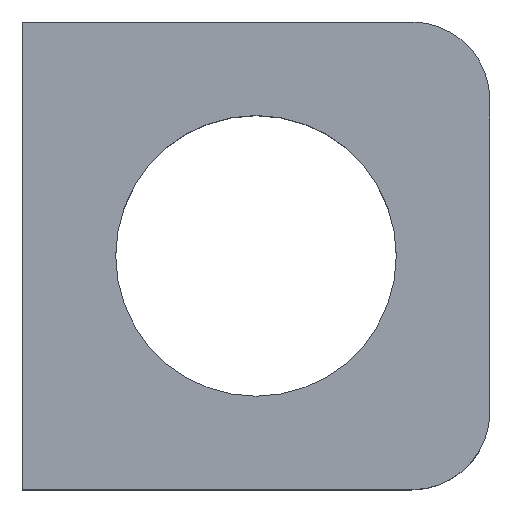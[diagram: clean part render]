
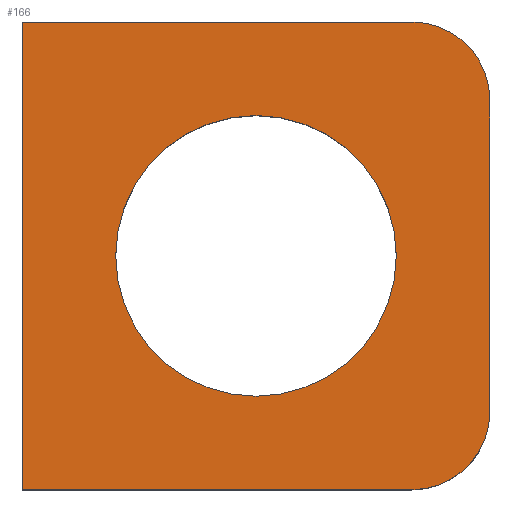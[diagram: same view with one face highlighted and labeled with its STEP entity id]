
A CAD part, top view. The second image highlights one B-rep face of the part: STEP entity #166.
In plain terms, the highlighted planar face has unit normal (0, 0, 1).
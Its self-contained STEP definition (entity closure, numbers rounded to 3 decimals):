
#15=FACE_BOUND('',#35,.T.);
#18=PLANE('',#197);
#25=FACE_OUTER_BOUND('',#34,.T.);
#34=EDGE_LOOP('',(#125,#126,#127,#128,#129,#130));
#35=EDGE_LOOP('',(#131,#132));
#45=LINE('',#270,#60);
#48=LINE('',#276,#63);
#49=LINE('',#280,#64);
#50=LINE('',#281,#65);
#60=VECTOR('',#221,10.);
#63=VECTOR('',#226,10.);
#64=VECTOR('',#229,10.);
#65=VECTOR('',#230,10.);
#73=CIRCLE('',#194,2.5);
#75=CIRCLE('',#198,2.5);
#76=CIRCLE('',#199,4.5);
#77=CIRCLE('',#200,4.5);
#80=VERTEX_POINT('',#260);
#81=VERTEX_POINT('',#261);
#84=VERTEX_POINT('',#269);
#86=VERTEX_POINT('',#275);
#87=VERTEX_POINT('',#277);
#88=VERTEX_POINT('',#279);
#89=VERTEX_POINT('',#282);
#90=VERTEX_POINT('',#283);
#95=EDGE_CURVE('',#80,#81,#73,.T.);
#99=EDGE_CURVE('',#84,#81,#45,.T.);
#102=EDGE_CURVE('',#80,#86,#48,.T.);
#103=EDGE_CURVE('',#87,#86,#75,.T.);
#104=EDGE_CURVE('',#87,#88,#49,.T.);
#105=EDGE_CURVE('',#88,#84,#50,.T.);
#106=EDGE_CURVE('',#89,#90,#76,.T.);
#107=EDGE_CURVE('',#90,#89,#77,.T.);
#125=ORIENTED_EDGE('',*,*,#95,.F.);
#126=ORIENTED_EDGE('',*,*,#102,.T.);
#127=ORIENTED_EDGE('',*,*,#103,.F.);
#128=ORIENTED_EDGE('',*,*,#104,.T.);
#129=ORIENTED_EDGE('',*,*,#105,.T.);
#130=ORIENTED_EDGE('',*,*,#99,.T.);
#131=ORIENTED_EDGE('',*,*,#106,.T.);
#132=ORIENTED_EDGE('',*,*,#107,.T.);
#166=ADVANCED_FACE('',(#25,#15),#18,.T.);
#194=AXIS2_PLACEMENT_3D('',#262,#213,#214);
#197=AXIS2_PLACEMENT_3D('',#274,#224,#225);
#198=AXIS2_PLACEMENT_3D('',#278,#227,#228);
#199=AXIS2_PLACEMENT_3D('',#284,#231,#232);
#200=AXIS2_PLACEMENT_3D('',#285,#233,#234);
#213=DIRECTION('center_axis',(0.,0.,-1.));
#214=DIRECTION('ref_axis',(0.707,-0.707,0.));
#221=DIRECTION('',(1.,0.,0.));
#224=DIRECTION('center_axis',(0.,0.,1.));
#225=DIRECTION('ref_axis',(1.,0.,0.));
#226=DIRECTION('',(0.,1.,0.));
#227=DIRECTION('center_axis',(0.,0.,-1.));
#228=DIRECTION('ref_axis',(0.707,0.707,0.));
#229=DIRECTION('',(-1.,0.,0.));
#230=DIRECTION('',(0.,-1.,0.));
#231=DIRECTION('center_axis',(0.,0.,-1.));
#232=DIRECTION('ref_axis',(1.,0.,0.));
#233=DIRECTION('center_axis',(0.,0.,-1.));
#234=DIRECTION('ref_axis',(1.,0.,0.));
#260=CARTESIAN_POINT('',(15.,2.5,5.));
#261=CARTESIAN_POINT('',(12.5,0.,5.));
#262=CARTESIAN_POINT('Origin',(12.5,2.5,5.));
#269=CARTESIAN_POINT('',(0.,0.,5.));
#270=CARTESIAN_POINT('',(0.,0.,5.));
#274=CARTESIAN_POINT('Origin',(7.5,7.5,5.));
#275=CARTESIAN_POINT('',(15.,12.5,5.));
#276=CARTESIAN_POINT('',(15.,0.,5.));
#277=CARTESIAN_POINT('',(12.5,15.,5.));
#278=CARTESIAN_POINT('Origin',(12.5,12.5,5.));
#279=CARTESIAN_POINT('',(0.,15.,5.));
#280=CARTESIAN_POINT('',(15.,15.,5.));
#281=CARTESIAN_POINT('',(0.,15.,5.));
#282=CARTESIAN_POINT('',(12.,7.5,5.));
#283=CARTESIAN_POINT('',(3.,7.5,5.));
#284=CARTESIAN_POINT('Origin',(7.5,7.5,5.));
#285=CARTESIAN_POINT('Origin',(7.5,7.5,5.));
